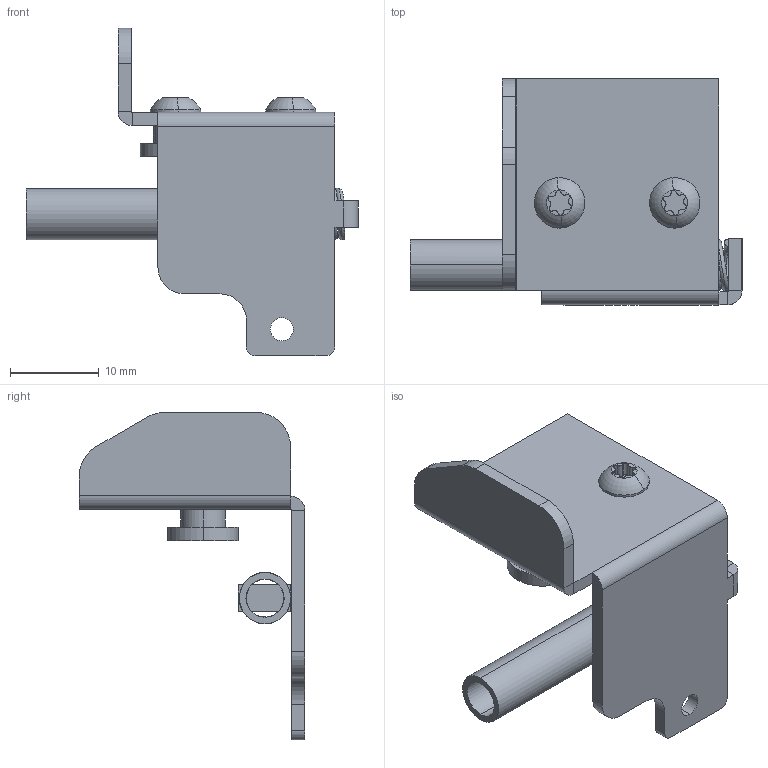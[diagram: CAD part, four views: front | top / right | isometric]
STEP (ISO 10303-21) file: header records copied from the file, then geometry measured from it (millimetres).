
FILE_DESCRIPTION (( 'STEP AP214' ), '1' );
FILE_NAME ('54825~0.STEP', '2020-06-23T06:46:16', ( '' ), ( '' ), 'SwSTEP 2.0', 'SolidWorks 2018', '' );
FILE_SCHEMA (( 'AUTOMOTIVE_DESIGN' ));
Length unit declared in the file: millimetre
Products named in the file (5): 32578~1_S; ISO7380~n_M03,0x005; 54825~0; 32587~4_S; 35097~0
Assembly tree (6 placements, depth 2):
  54825~0
    32587~4_S
    32578~1_S  x2
    ISO7380~n_M03,0x005  x2
    35097~0
Bounding box: 37.5 x 25.5 x 37 mm (x, y, z)
Volume: 2609.4 mm3; surface area: 4602.7 mm2
Topology: 6 solids, 6 shells, 144 faces, 344 edges, 217 vertices
Faces by surface type: cylinder 77, plane 50, torus 13, cone 4
Entity records: 3485 total; most frequent: CARTESIAN_POINT 679, DIRECTION 601, ORIENTED_EDGE 510, EDGE_CURVE 255, AXIS2_PLACEMENT_3D 241, VERTEX_POINT 159, CIRCLE 126, LINE 119
